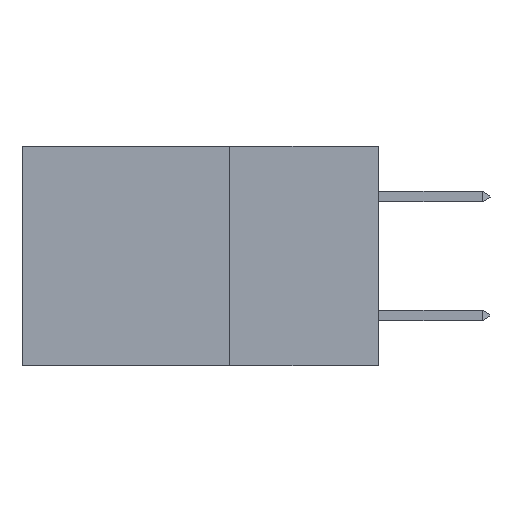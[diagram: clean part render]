
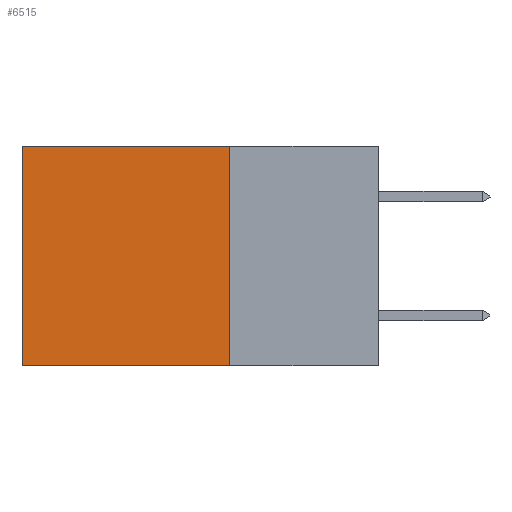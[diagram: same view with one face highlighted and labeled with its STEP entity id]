
A CAD part, left-side view. The second image highlights one B-rep face of the part: STEP entity #6515.
In plain terms, the highlighted planar face has unit normal (-1, 0, 0).
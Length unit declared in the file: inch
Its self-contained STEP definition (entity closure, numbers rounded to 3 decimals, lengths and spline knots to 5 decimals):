
#25 = EDGE_LOOP ( 'NONE', ( #14396, #5023, #16974, #13985 ) ) ;
#406 = VECTOR ( 'NONE', #15781, 39.37008 ) ;
#1318 = DIRECTION ( 'NONE',  ( 1., 0., 0. ) ) ;
#1706 = LINE ( 'NONE', #4664, #406 ) ;
#1806 = CARTESIAN_POINT ( 'NONE',  ( 0.298, 0.6, 0. ) ) ;
#2139 = VERTEX_POINT ( 'NONE', #6975 ) ;
#2185 = VECTOR ( 'NONE', #17292, 39.37008 ) ;
#2946 = CARTESIAN_POINT ( 'NONE',  ( 0.298, 0.6, -0.37 ) ) ;
#4046 = EDGE_CURVE ( 'NONE', #2139, #17901, #1706, .T. ) ;
#4440 = EDGE_CURVE ( 'NONE', #13997, #2139, #14214, .T. ) ;
#4664 = CARTESIAN_POINT ( 'NONE',  ( 0.298, 0.25, -0.37 ) ) ;
#5023 = ORIENTED_EDGE ( 'NONE', *, *, #4046, .F. ) ;
#5184 = EDGE_CURVE ( 'NONE', #9040, #17901, #7967, .T. ) ;
#5946 = CARTESIAN_POINT ( 'NONE',  ( 0.298, 0.25, 0. ) ) ;
#6515 = ADVANCED_FACE ( 'NONE', ( #13019 ), #9954, .F. ) ;
#6605 = EDGE_CURVE ( 'NONE', #13997, #9040, #17664, .T. ) ;
#6975 = CARTESIAN_POINT ( 'NONE',  ( 0.298, 0.25, -0.37 ) ) ;
#7126 = DIRECTION ( 'NONE',  ( 0., 0., -1. ) ) ;
#7967 = LINE ( 'NONE', #1806, #15506 ) ;
#9040 = VERTEX_POINT ( 'NONE', #15361 ) ;
#9911 = VECTOR ( 'NONE', #16195, 39.37008 ) ;
#9954 = PLANE ( 'NONE',  #17831 ) ;
#11382 = CARTESIAN_POINT ( 'NONE',  ( 0.298, 0.25, 0. ) ) ;
#13019 = FACE_OUTER_BOUND ( 'NONE', #25, .T. ) ;
#13219 = CARTESIAN_POINT ( 'NONE',  ( 0.298, 0.25, 0. ) ) ;
#13645 = CARTESIAN_POINT ( 'NONE',  ( 0.298, 0.25, 0. ) ) ;
#13985 = ORIENTED_EDGE ( 'NONE', *, *, #6605, .T. ) ;
#13997 = VERTEX_POINT ( 'NONE', #13645 ) ;
#14214 = LINE ( 'NONE', #5946, #2185 ) ;
#14396 = ORIENTED_EDGE ( 'NONE', *, *, #5184, .T. ) ;
#14655 = DIRECTION ( 'NONE',  ( 0., 0., -1. ) ) ;
#15361 = CARTESIAN_POINT ( 'NONE',  ( 0.298, 0.6, 0. ) ) ;
#15506 = VECTOR ( 'NONE', #14655, 39.37008 ) ;
#15781 = DIRECTION ( 'NONE',  ( 0., 1., 0. ) ) ;
#16195 = DIRECTION ( 'NONE',  ( 0., 1., 0. ) ) ;
#16974 = ORIENTED_EDGE ( 'NONE', *, *, #4440, .F. ) ;
#17292 = DIRECTION ( 'NONE',  ( 0., 0., -1. ) ) ;
#17664 = LINE ( 'NONE', #13219, #9911 ) ;
#17831 = AXIS2_PLACEMENT_3D ( 'NONE', #11382, #1318, #7126 ) ;
#17901 = VERTEX_POINT ( 'NONE', #2946 ) ;
